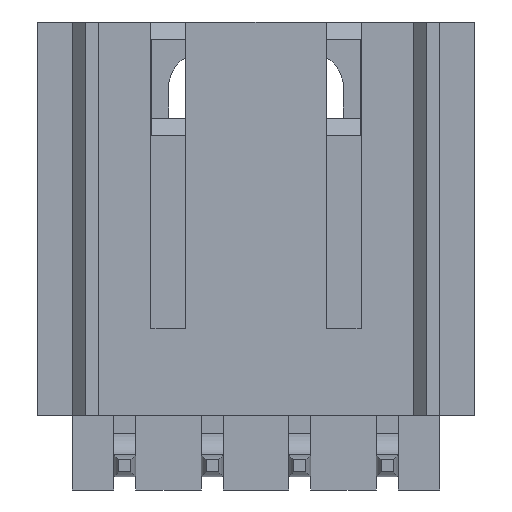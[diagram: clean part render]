
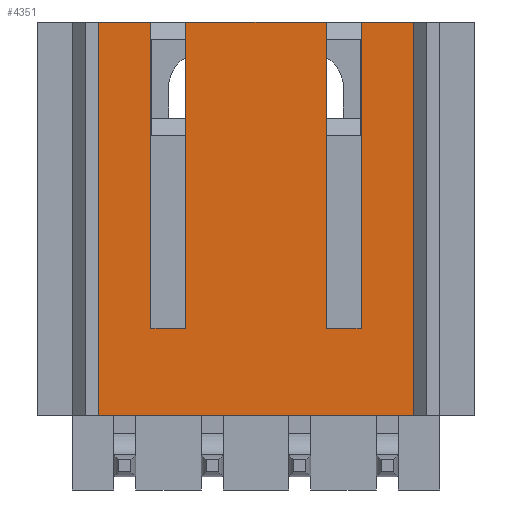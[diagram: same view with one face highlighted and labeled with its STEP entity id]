
A CAD part, front view. The second image highlights one B-rep face of the part: STEP entity #4351.
In plain terms, the highlighted planar face has unit normal (0, -1, 0).
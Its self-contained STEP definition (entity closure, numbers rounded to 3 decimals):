
#62 = VERTEX_POINT ( 'NONE', #1388 ) ;
#78 = CARTESIAN_POINT ( 'NONE',  ( -4.575, 0.38, -4.636 ) ) ;
#129 = LINE ( 'NONE', #3529, #604 ) ;
#137 = ORIENTED_EDGE ( 'NONE', *, *, #4839, .T. ) ;
#223 = DIRECTION ( 'NONE',  ( 1., 0., 0. ) ) ;
#293 = LINE ( 'NONE', #1785, #1704 ) ;
#299 = CARTESIAN_POINT ( 'NONE',  ( 2.037, 0.38, -2.095 ) ) ;
#398 = EDGE_CURVE ( 'NONE', #4614, #3957, #3588, .T. ) ;
#419 = CARTESIAN_POINT ( 'NONE',  ( 3.053, 0.38, -2.095 ) ) ;
#556 = VERTEX_POINT ( 'NONE', #4214 ) ;
#579 = VERTEX_POINT ( 'NONE', #1933 ) ;
#604 = VECTOR ( 'NONE', #1227, 1000. ) ;
#648 = CARTESIAN_POINT ( 'NONE',  ( 0., 0.38, 0. ) ) ;
#675 = DIRECTION ( 'NONE',  ( 1., 0., 0. ) ) ;
#846 = VECTOR ( 'NONE', #1237, 1000. ) ;
#889 = CARTESIAN_POINT ( 'NONE',  ( -6.355, 0.38, 6.795 ) ) ;
#990 = CARTESIAN_POINT ( 'NONE',  ( -2.037, 0.38, -2.095 ) ) ;
#993 = CARTESIAN_POINT ( 'NONE',  ( -3.053, 0.38, -2.095 ) ) ;
#1036 = DIRECTION ( 'NONE',  ( 1., 0., 0. ) ) ;
#1130 = ORIENTED_EDGE ( 'NONE', *, *, #3439, .F. ) ;
#1214 = VERTEX_POINT ( 'NONE', #2723 ) ;
#1227 = DIRECTION ( 'NONE',  ( 0., 0., 1. ) ) ;
#1237 = DIRECTION ( 'NONE',  ( 0., 0., 1. ) ) ;
#1257 = ORIENTED_EDGE ( 'NONE', *, *, #1996, .F. ) ;
#1313 = DIRECTION ( 'NONE',  ( 0., 0., 1. ) ) ;
#1388 = CARTESIAN_POINT ( 'NONE',  ( 4.575, 0.38, 6.795 ) ) ;
#1405 = CARTESIAN_POINT ( 'NONE',  ( 3.053, 0.38, -2.095 ) ) ;
#1418 = FACE_OUTER_BOUND ( 'NONE', #3091, .T. ) ;
#1507 = VERTEX_POINT ( 'NONE', #78 ) ;
#1551 = VECTOR ( 'NONE', #3914, 1000. ) ;
#1704 = VECTOR ( 'NONE', #1812, 1000. ) ;
#1750 = ORIENTED_EDGE ( 'NONE', *, *, #3956, .F. ) ;
#1785 = CARTESIAN_POINT ( 'NONE',  ( -6.355, 0.38, 6.795 ) ) ;
#1812 = DIRECTION ( 'NONE',  ( 1., 0., 0. ) ) ;
#1881 = VECTOR ( 'NONE', #4849, 1000. ) ;
#1889 = ORIENTED_EDGE ( 'NONE', *, *, #2209, .F. ) ;
#1890 = LINE ( 'NONE', #2936, #3701 ) ;
#1925 = VERTEX_POINT ( 'NONE', #419 ) ;
#1933 = CARTESIAN_POINT ( 'NONE',  ( -4.575, 0.38, 6.795 ) ) ;
#1986 = CARTESIAN_POINT ( 'NONE',  ( -2.037, 0.38, 6.795 ) ) ;
#1996 = EDGE_CURVE ( 'NONE', #1507, #579, #129, .T. ) ;
#2020 = CARTESIAN_POINT ( 'NONE',  ( 3.053, 0.38, 6.795 ) ) ;
#2024 = EDGE_CURVE ( 'NONE', #1214, #4436, #2373, .T. ) ;
#2028 = VECTOR ( 'NONE', #2906, 1000. ) ;
#2082 = ORIENTED_EDGE ( 'NONE', *, *, #4697, .F. ) ;
#2092 = CARTESIAN_POINT ( 'NONE',  ( -3.053, 0.38, -2.095 ) ) ;
#2151 = PLANE ( 'NONE',  #4732 ) ;
#2172 = DIRECTION ( 'NONE',  ( 0., -1., 0. ) ) ;
#2195 = VECTOR ( 'NONE', #1036, 1000. ) ;
#2209 = EDGE_CURVE ( 'NONE', #556, #1507, #3308, .T. ) ;
#2264 = VECTOR ( 'NONE', #1313, 1000. ) ;
#2373 = LINE ( 'NONE', #3878, #3304 ) ;
#2408 = CARTESIAN_POINT ( 'NONE',  ( -6.355, 0.38, 6.795 ) ) ;
#2723 = CARTESIAN_POINT ( 'NONE',  ( 2.037, 0.38, 6.795 ) ) ;
#2839 = LINE ( 'NONE', #2861, #2264 ) ;
#2861 = CARTESIAN_POINT ( 'NONE',  ( 3.053, 0.38, -2.095 ) ) ;
#2906 = DIRECTION ( 'NONE',  ( 0., 0., -1. ) ) ;
#2936 = CARTESIAN_POINT ( 'NONE',  ( 4.575, 0.38, -5.486 ) ) ;
#3091 = EDGE_LOOP ( 'NONE', ( #137, #4668, #1130, #1750, #3759, #3754, #4541, #2082, #3783, #4712, #1257, #1889 ) ) ;
#3291 = LINE ( 'NONE', #1405, #2195 ) ;
#3304 = VECTOR ( 'NONE', #3553, 1000. ) ;
#3308 = LINE ( 'NONE', #3330, #1881 ) ;
#3319 = VERTEX_POINT ( 'NONE', #2020 ) ;
#3330 = CARTESIAN_POINT ( 'NONE',  ( 6.355, 0.38, -4.636 ) ) ;
#3439 = EDGE_CURVE ( 'NONE', #1925, #3319, #2839, .T. ) ;
#3529 = CARTESIAN_POINT ( 'NONE',  ( -4.575, 0.38, -5.486 ) ) ;
#3553 = DIRECTION ( 'NONE',  ( 0., 0., -1. ) ) ;
#3588 = LINE ( 'NONE', #993, #2028 ) ;
#3591 = EDGE_CURVE ( 'NONE', #4186, #1214, #293, .T. ) ;
#3594 = CARTESIAN_POINT ( 'NONE',  ( -3.053, 0.38, 6.795 ) ) ;
#3672 = DIRECTION ( 'NONE',  ( 0., 0., -1. ) ) ;
#3701 = VECTOR ( 'NONE', #4445, 1000. ) ;
#3754 = ORIENTED_EDGE ( 'NONE', *, *, #3591, .F. ) ;
#3759 = ORIENTED_EDGE ( 'NONE', *, *, #2024, .F. ) ;
#3783 = ORIENTED_EDGE ( 'NONE', *, *, #398, .F. ) ;
#3878 = CARTESIAN_POINT ( 'NONE',  ( 2.037, 0.38, -2.095 ) ) ;
#3913 = VERTEX_POINT ( 'NONE', #990 ) ;
#3914 = DIRECTION ( 'NONE',  ( 1., 0., 0. ) ) ;
#3930 = EDGE_CURVE ( 'NONE', #3319, #62, #4787, .T. ) ;
#3934 = VECTOR ( 'NONE', #223, 1000. ) ;
#3956 = EDGE_CURVE ( 'NONE', #4436, #1925, #3291, .T. ) ;
#3957 = VERTEX_POINT ( 'NONE', #4512 ) ;
#3972 = LINE ( 'NONE', #2092, #3934 ) ;
#4072 = LINE ( 'NONE', #889, #4491 ) ;
#4106 = EDGE_CURVE ( 'NONE', #3913, #4186, #4212, .T. ) ;
#4186 = VERTEX_POINT ( 'NONE', #1986 ) ;
#4212 = LINE ( 'NONE', #4636, #846 ) ;
#4214 = CARTESIAN_POINT ( 'NONE',  ( 4.575, 0.38, -4.636 ) ) ;
#4231 = EDGE_CURVE ( 'NONE', #579, #4614, #4072, .T. ) ;
#4351 = ADVANCED_FACE ( 'NONE', ( #1418 ), #2151, .T. ) ;
#4436 = VERTEX_POINT ( 'NONE', #299 ) ;
#4445 = DIRECTION ( 'NONE',  ( 0., 0., 1. ) ) ;
#4491 = VECTOR ( 'NONE', #675, 1000. ) ;
#4512 = CARTESIAN_POINT ( 'NONE',  ( -3.053, 0.38, -2.095 ) ) ;
#4541 = ORIENTED_EDGE ( 'NONE', *, *, #4106, .F. ) ;
#4614 = VERTEX_POINT ( 'NONE', #3594 ) ;
#4636 = CARTESIAN_POINT ( 'NONE',  ( -2.037, 0.38, -2.095 ) ) ;
#4668 = ORIENTED_EDGE ( 'NONE', *, *, #3930, .F. ) ;
#4697 = EDGE_CURVE ( 'NONE', #3957, #3913, #3972, .T. ) ;
#4712 = ORIENTED_EDGE ( 'NONE', *, *, #4231, .F. ) ;
#4732 = AXIS2_PLACEMENT_3D ( 'NONE', #648, #2172, #3672 ) ;
#4787 = LINE ( 'NONE', #2408, #1551 ) ;
#4839 = EDGE_CURVE ( 'NONE', #556, #62, #1890, .T. ) ;
#4849 = DIRECTION ( 'NONE',  ( -1., 0., 0. ) ) ;
